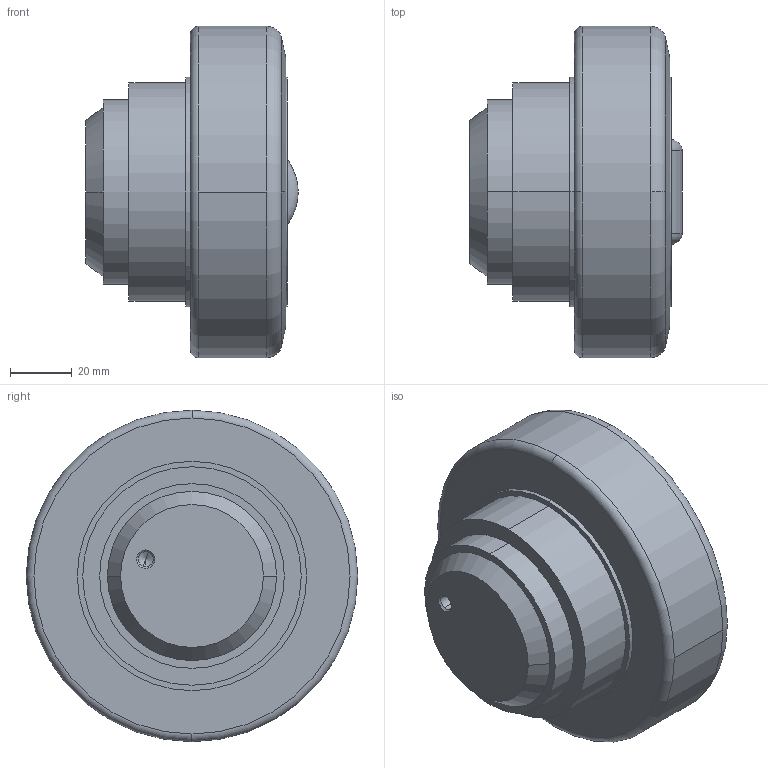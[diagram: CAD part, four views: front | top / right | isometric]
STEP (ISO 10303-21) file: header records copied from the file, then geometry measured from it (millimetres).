
FILE_DESCRIPTION(('STEP AP203'),'1');
FILE_NAME('4_061.stp','2014-08-06T06:26:39',('TraceParts'),('TraceParts S.A.'),'XStep 1.0',' ',' ');
FILE_SCHEMA(('CONFIG_CONTROL_DESIGN'));
Length unit declared in the file: millimetre
Products named in the file (1): 1
Bounding box: 69 x 107.7 x 107.7 mm (x, y, z)
Volume: 395265.6 mm3; surface area: 34778.1 mm2
Topology: 1 solids, 1 shells, 48 faces, 112 edges, 72 vertices
Faces by surface type: cylinder 16, plane 16, cone 10, torus 6
Entity records: 1569 total; most frequent: CARTESIAN_POINT 391, DIRECTION 259, ORIENTED_EDGE 220, EDGE_CURVE 110, AXIS2_PLACEMENT_3D 108, VERTEX_POINT 72, CIRCLE 59, EDGE_LOOP 56
